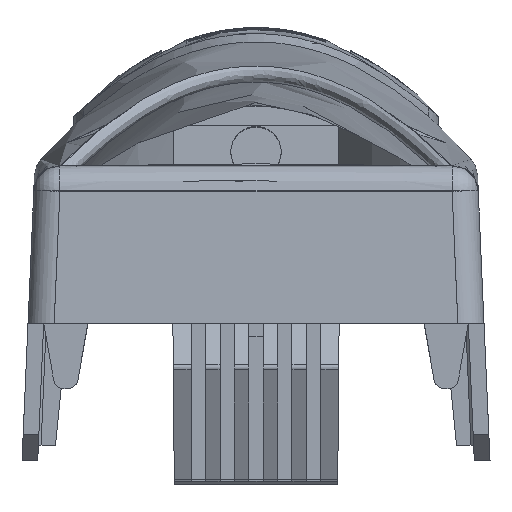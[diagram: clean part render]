
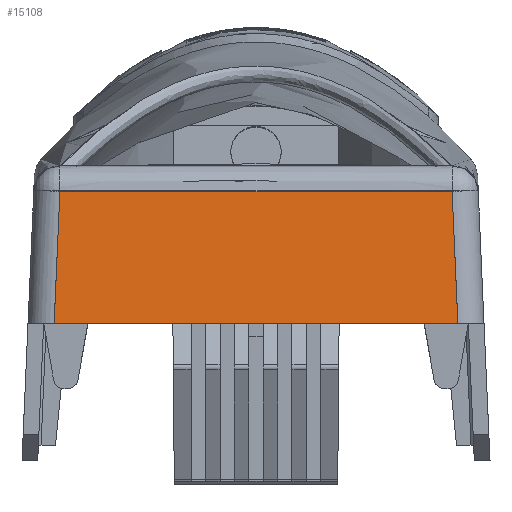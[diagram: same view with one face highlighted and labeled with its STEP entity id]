
A CAD part, left-side view. The second image highlights one B-rep face of the part: STEP entity #15108.
In plain terms, the highlighted planar face has unit normal (-0.999, 0, 0.044).
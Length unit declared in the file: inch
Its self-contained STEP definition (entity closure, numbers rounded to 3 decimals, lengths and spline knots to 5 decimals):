
#1154 = AXIS2_PLACEMENT_3D ( 'NONE', #18894, #13388, #20954 ) ;
#1847 = VECTOR ( 'NONE', #10205, 39.37008 ) ;
#5017 = CARTESIAN_POINT ( 'NONE',  ( -9.47708, -0.895, 0.525 ) ) ;
#5684 = LINE ( 'NONE', #5017, #7768 ) ;
#6243 = CARTESIAN_POINT ( 'NONE',  ( -9.45464, -0.25004, 1.03894 ) ) ;
#7041 = ORIENTED_EDGE ( 'NONE', *, *, #9875, .T. ) ;
#7768 = VECTOR ( 'NONE', #18081, 39.37008 ) ;
#8307 = CARTESIAN_POINT ( 'NONE',  ( -9.45474, -0.50007, 1.03666 ) ) ;
#9143 = DIRECTION ( 'NONE',  ( 0.044, 0.044, 0.998 ) ) ;
#9411 = EDGE_CURVE ( 'NONE', #19213, #20769, #5684, .T. ) ;
#9875 = EDGE_CURVE ( 'NONE', #11247, #20769, #21914, .T. ) ;
#10205 = DIRECTION ( 'NONE',  ( -0.044, 0.044, -0.998 ) ) ;
#10707 = EDGE_CURVE ( 'NONE', #16506, #11247, #17131, .T. ) ;
#11247 = VERTEX_POINT ( 'NONE', #17069 ) ;
#13388 = DIRECTION ( 'NONE',  ( -0.999, 0., 0.044 ) ) ;
#13855 = CARTESIAN_POINT ( 'NONE',  ( -9.45496, -0.75006, 1.03147 ) ) ;
#14037 = CARTESIAN_POINT ( 'NONE',  ( -9.45474, 0.50007, 1.03666 ) ) ;
#14393 = CARTESIAN_POINT ( 'NONE',  ( -9.47708, 0.77217, 0.525 ) ) ;
#15108 = ADVANCED_FACE ( 'NONE', ( #17118 ), #16957, .T. ) ;
#15378 = VECTOR ( 'NONE', #9143, 39.37008 ) ;
#15694 = CARTESIAN_POINT ( 'NONE',  ( -9.45496, -0.75006, 1.03147 ) ) ;
#15864 = ORIENTED_EDGE ( 'NONE', *, *, #10707, .T. ) ;
#16506 = VERTEX_POINT ( 'NONE', #13855 ) ;
#16957 = PLANE ( 'NONE',  #1154 ) ;
#17069 = CARTESIAN_POINT ( 'NONE',  ( -9.45496, 0.75006, 1.03147 ) ) ;
#17118 = FACE_OUTER_BOUND ( 'NONE', #19298, .T. ) ;
#17131 = B_SPLINE_CURVE_WITH_KNOTS ( 'NONE', 3,
 ( #15694, #8307, #6243, #19716, #14037, #17507 ),
 .UNSPECIFIED., .F., .F.,
 ( 4, 2, 4 ),
 ( 0., 0.01905, 0.0381 ),
 .UNSPECIFIED. ) ;
#17507 = CARTESIAN_POINT ( 'NONE',  ( -9.45496, 0.75006, 1.03147 ) ) ;
#18081 = DIRECTION ( 'NONE',  ( 0., 1., 0. ) ) ;
#18894 = CARTESIAN_POINT ( 'NONE',  ( -9.5, -0.895, 0. ) ) ;
#18983 = ORIENTED_EDGE ( 'NONE', *, *, #20384, .T. ) ;
#19185 = LINE ( 'NONE', #22146, #15378 ) ;
#19213 = VERTEX_POINT ( 'NONE', #23251 ) ;
#19298 = EDGE_LOOP ( 'NONE', ( #15864, #7041, #20742, #18983 ) ) ;
#19716 = CARTESIAN_POINT ( 'NONE',  ( -9.45464, 0.25004, 1.03894 ) ) ;
#19955 = CARTESIAN_POINT ( 'NONE',  ( -9.49679, 0.79189, 0.07351 ) ) ;
#20384 = EDGE_CURVE ( 'NONE', #19213, #16506, #19185, .T. ) ;
#20742 = ORIENTED_EDGE ( 'NONE', *, *, #9411, .F. ) ;
#20769 = VERTEX_POINT ( 'NONE', #14393 ) ;
#20954 = DIRECTION ( 'NONE',  ( 0.044, 0., 0.999 ) ) ;
#21914 = LINE ( 'NONE', #19955, #1847 ) ;
#22146 = CARTESIAN_POINT ( 'NONE',  ( -9.50019, -0.79528, -0.00435 ) ) ;
#23251 = CARTESIAN_POINT ( 'NONE',  ( -9.47708, -0.77217, 0.525 ) ) ;
